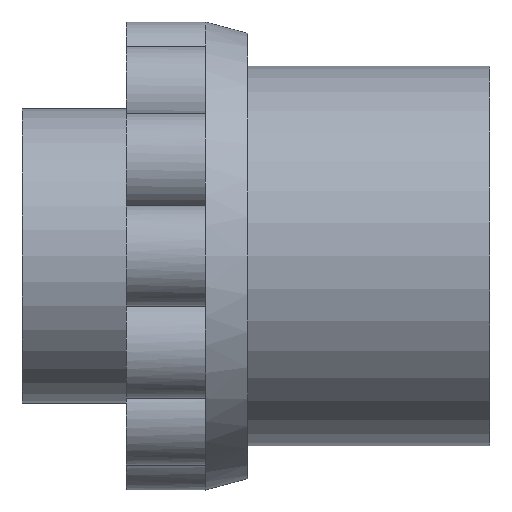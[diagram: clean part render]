
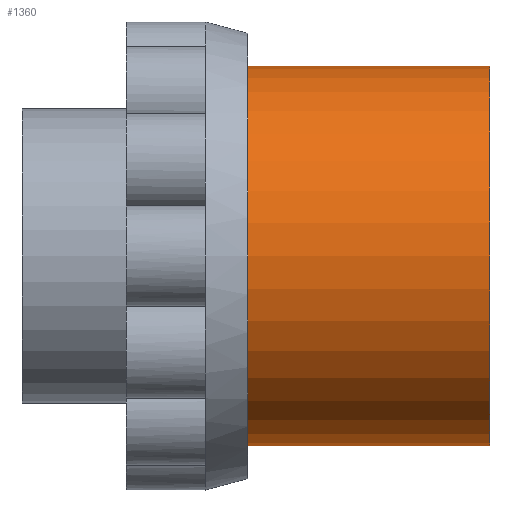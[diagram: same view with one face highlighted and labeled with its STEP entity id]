
A CAD part, left-side view. The second image highlights one B-rep face of the part: STEP entity #1360.
In plain terms, the highlighted cylindrical face has radius 6 mm (diameter 12 mm), a partial arc.
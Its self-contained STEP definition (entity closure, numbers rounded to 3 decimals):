
#7 = DIRECTION ( 'NONE',  ( 0., -1., 0. ) ) ;
#16 = CARTESIAN_POINT ( 'NONE',  ( 0., 8.055, 0. ) ) ;
#25 = CARTESIAN_POINT ( 'NONE',  ( 0., 8.142, -6. ) ) ;
#46 = DIRECTION ( 'NONE',  ( 0., -1., 0. ) ) ;
#160 = CARTESIAN_POINT ( 'NONE',  ( 0., 0.2, 0. ) ) ;
#167 = CARTESIAN_POINT ( 'NONE',  ( 0., 8.055, -6. ) ) ;
#170 = FACE_OUTER_BOUND ( 'NONE', #523, .T. ) ;
#255 = CIRCLE ( 'NONE', #992, 6. ) ;
#269 = DIRECTION ( 'NONE',  ( 0., 0., 1. ) ) ;
#274 = ORIENTED_EDGE ( 'NONE', *, *, #1391, .T. ) ;
#340 = CARTESIAN_POINT ( 'NONE',  ( 0., 0.2, -6. ) ) ;
#422 = CARTESIAN_POINT ( 'NONE',  ( 0., 8.142, 6. ) ) ;
#457 = LINE ( 'NONE', #167, #738 ) ;
#523 = EDGE_LOOP ( 'NONE', ( #780, #274, #1033, #718 ) ) ;
#567 = CIRCLE ( 'NONE', #1246, 6. ) ;
#613 = CARTESIAN_POINT ( 'NONE',  ( 0., 8.142, 0. ) ) ;
#686 = EDGE_CURVE ( 'NONE', #1195, #1331, #982, .T. ) ;
#718 = ORIENTED_EDGE ( 'NONE', *, *, #1433, .T. ) ;
#735 = DIRECTION ( 'NONE',  ( 0., 0., -1. ) ) ;
#738 = VECTOR ( 'NONE', #46, 1000. ) ;
#780 = ORIENTED_EDGE ( 'NONE', *, *, #686, .F. ) ;
#820 = CARTESIAN_POINT ( 'NONE',  ( 0., 0.2, 6. ) ) ;
#977 = DIRECTION ( 'NONE',  ( 0., 1., 0. ) ) ;
#982 = LINE ( 'NONE', #1074, #1194 ) ;
#992 = AXIS2_PLACEMENT_3D ( 'NONE', #613, #1458, #735 ) ;
#1033 = ORIENTED_EDGE ( 'NONE', *, *, #1501, .T. ) ;
#1074 = CARTESIAN_POINT ( 'NONE',  ( 0., 8.055, 6. ) ) ;
#1081 = AXIS2_PLACEMENT_3D ( 'NONE', #16, #1443, #1447 ) ;
#1167 = CYLINDRICAL_SURFACE ( 'NONE', #1081, 6. ) ;
#1194 = VECTOR ( 'NONE', #7, 1000. ) ;
#1195 = VERTEX_POINT ( 'NONE', #422 ) ;
#1246 = AXIS2_PLACEMENT_3D ( 'NONE', #160, #977, #269 ) ;
#1303 = VERTEX_POINT ( 'NONE', #340 ) ;
#1331 = VERTEX_POINT ( 'NONE', #820 ) ;
#1360 = ADVANCED_FACE ( 'NONE', ( #170 ), #1167, .T. ) ;
#1362 = VERTEX_POINT ( 'NONE', #25 ) ;
#1391 = EDGE_CURVE ( 'NONE', #1195, #1362, #255, .T. ) ;
#1433 = EDGE_CURVE ( 'NONE', #1303, #1331, #567, .T. ) ;
#1443 = DIRECTION ( 'NONE',  ( 0., -1., 0. ) ) ;
#1447 = DIRECTION ( 'NONE',  ( 0., 0., -1. ) ) ;
#1458 = DIRECTION ( 'NONE',  ( 0., -1., 0. ) ) ;
#1501 = EDGE_CURVE ( 'NONE', #1362, #1303, #457, .T. ) ;
